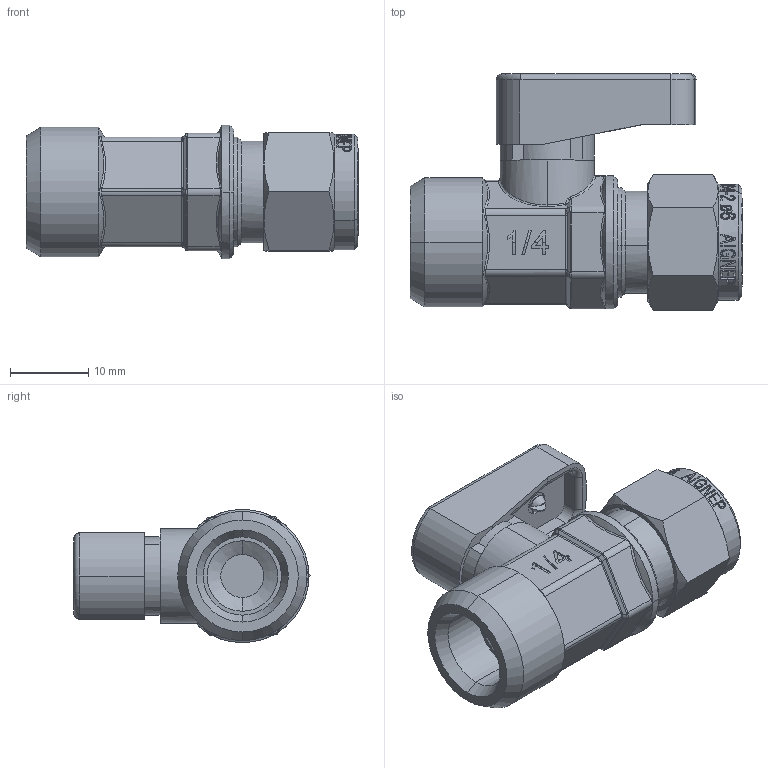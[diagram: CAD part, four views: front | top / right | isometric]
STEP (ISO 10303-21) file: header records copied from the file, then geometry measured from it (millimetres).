
FILE_DESCRIPTION (( 'STEP AP214' ), '1' );
FILE_NAME ('0644000006.step', '2012-10-02T16:32:44', ( '' ), ( '' ), 'SwSTEP 2.0', 'SolidWorks 2012', '' );
FILE_SCHEMA (( 'AUTOMOTIVE_DESIGN' ));
Length unit declared in the file: millimetre
Products named in the file (1): 0644000006
Bounding box: 42.37 x 30.16 x 17 mm (x, y, z)
Volume: 9401.4 mm3; surface area: 4597.8 mm2
Topology: 8 solids, 17 shells, 872 faces, 2223 edges, 1435 vertices
Faces by surface type: plane 369, bspline 292, cylinder 143, cone 38, torus 28, sphere 2
Entity records: 43232 total; most frequent: CARTESIAN_POINT 24370, ORIENTED_EDGE 4446, DIRECTION 2981, EDGE_CURVE 2223, VERTEX_POINT 1435, AXIS2_PLACEMENT_3D 1013, LINE 955, VECTOR 955
